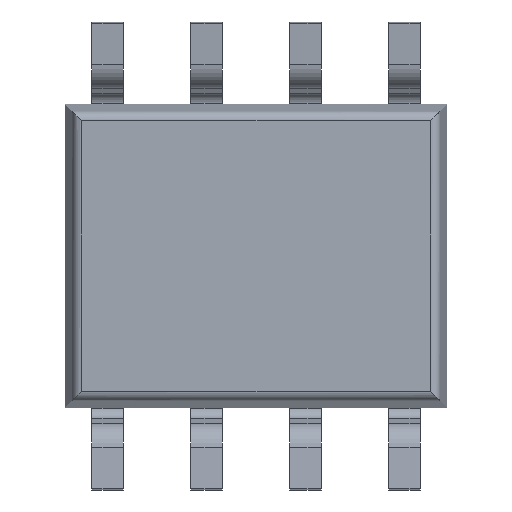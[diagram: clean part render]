
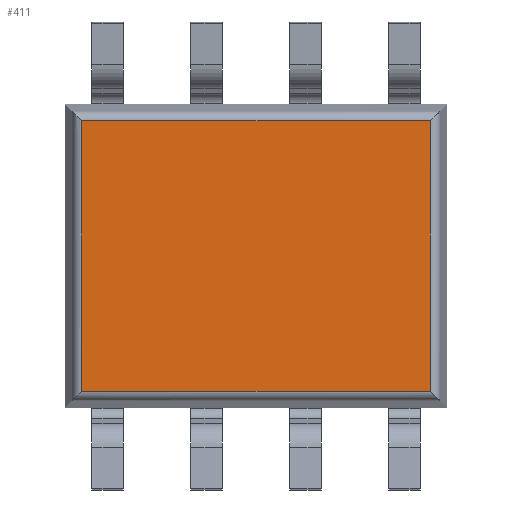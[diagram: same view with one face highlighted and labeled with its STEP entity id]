
A CAD part, front view. The second image highlights one B-rep face of the part: STEP entity #411.
In plain terms, the highlighted planar face has unit normal (0, -1, 0).
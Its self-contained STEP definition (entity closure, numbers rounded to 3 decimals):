
#411=ADVANCED_FACE('',(#830),#831,.T.);
#830=FACE_OUTER_BOUND('',#1255,.T.);
#831=PLANE('',#1256);
#1255=EDGE_LOOP('',(#2428,#2429,#2430,#2431));
#1256=AXIS2_PLACEMENT_3D('',#2432,#2433,#2434);
#2428=ORIENTED_EDGE('',*,*,#3035,.F.);
#2429=ORIENTED_EDGE('',*,*,#3054,.F.);
#2430=ORIENTED_EDGE('',*,*,#3029,.T.);
#2431=ORIENTED_EDGE('',*,*,#3055,.T.);
#2432=CARTESIAN_POINT('',(-1.0,0.154,0.));
#2433=DIRECTION('',(0.,-1.0,0.));
#2434=DIRECTION('',(0.,0.,-1.0));
#3029=EDGE_CURVE('',#3743,#3741,#3744,.T.);
#3035=EDGE_CURVE('',#3752,#3747,#3754,.T.);
#3054=EDGE_CURVE('',#3743,#3752,#3781,.T.);
#3055=EDGE_CURVE('',#3741,#3747,#3782,.T.);
#3741=VERTEX_POINT('',#4726);
#3743=VERTEX_POINT('',#4728);
#3744=LINE('',#4729,#4730);
#3747=VERTEX_POINT('',#4733);
#3752=VERTEX_POINT('',#4739);
#3754=LINE('',#4741,#4742);
#3781=LINE('',#4778,#4779);
#3782=LINE('',#4780,#4781);
#4726=CARTESIAN_POINT('',(0.216,0.154,-1.733));
#4728=CARTESIAN_POINT('',(0.216,0.154,1.733));
#4729=CARTESIAN_POINT('',(0.216,0.154,0.));
#4730=VECTOR('',#5289,1.0);
#4733=CARTESIAN_POINT('',(4.686,0.154,-1.733));
#4739=CARTESIAN_POINT('',(4.686,0.154,1.733));
#4741=CARTESIAN_POINT('',(4.686,0.154,2.5));
#4742=VECTOR('',#5300,1.0);
#4778=CARTESIAN_POINT('',(-1.0,0.154,1.733));
#4779=VECTOR('',#5322,1.0);
#4780=CARTESIAN_POINT('',(-1.0,0.154,-1.733));
#4781=VECTOR('',#5323,1.0);
#5289=DIRECTION('',(0.,0.0,-1.0));
#5300=DIRECTION('',(0.,0.,-1.0));
#5322=DIRECTION('',(1.0,0.0,0.));
#5323=DIRECTION('',(1.0,0.0,0.));
